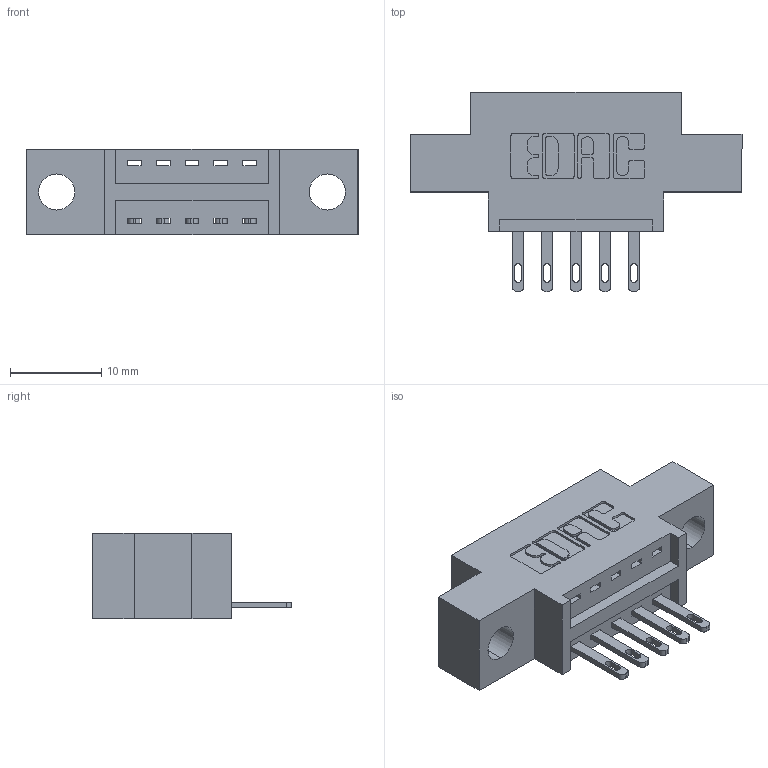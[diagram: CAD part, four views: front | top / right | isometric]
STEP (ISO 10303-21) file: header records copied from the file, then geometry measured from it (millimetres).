
FILE_DESCRIPTION (( 'STEP AP203' ), '1' );
FILE_NAME ('896-005-500-604.STEP', '2021-07-27T13:37:15', ( '' ), ( '' ), 'SwSTEP 2.0', 'SolidWorks 2020', '' );
FILE_SCHEMA (( 'CONFIG_CONTROL_DESIGN' ));
Length unit declared in the file: inch
Products named in the file (3): 846 Part_0.170 Offset - 0.156 Dia-TH; 345-292-001_345-293-100; 896-005-500-604
Assembly tree (6 placements, depth 2):
  896-005-500-604
    846 Part_0.170 Offset - 0.156 Dia-TH
    345-292-001_345-293-100  x5
Bounding box: 36.45 x 21.84 x 9.4 mm (x, y, z)
Volume: 2994.7 mm3; surface area: 3320.7 mm2
Topology: 6 solids, 6 shells, 396 faces, 1181 edges, 786 vertices
Faces by surface type: plane 250, cylinder 146
Entity records: 8149 total; most frequent: CARTESIAN_POINT 1415, ORIENTED_EDGE 1354, DIRECTION 1295, EDGE_CURVE 677, LINE 521, VECTOR 521, VERTEX_POINT 450, AXIS2_PLACEMENT_3D 387
